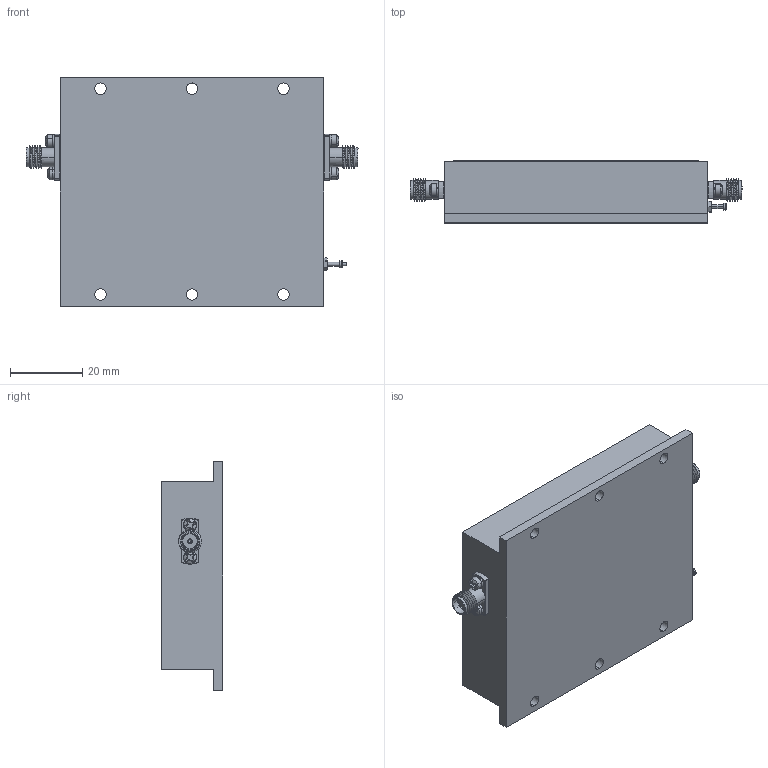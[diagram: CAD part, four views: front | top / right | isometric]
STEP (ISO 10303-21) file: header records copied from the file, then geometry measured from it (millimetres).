
FILE_DESCRIPTION (( 'STEP AP214' ), '1' );
FILE_NAME ('PA-218-45-5-2W-24V-SFF.STEP', '2025-04-07T12:28:58', ( '' ), ( '' ), 'SwSTEP 2.0', 'SolidWorks 2024', '' );
FILE_SCHEMA (( 'AUTOMOTIVE_DESIGN' ));
Length unit declared in the file: inch
Products named in the file (1): PA-218-45-5-2W-24V-SFF
Bounding box: 92.2 x 17.2 x 63.5 mm (x, y, z)
Volume: 68017.8 mm3; surface area: 21485.2 mm2
Topology: 21 solids, 21 shells, 672 faces, 2575 edges, 2069 vertices
Faces by surface type: plane 304, cylinder 157, torus 99, sphere 51, cone 45, bspline 16
Entity records: 37893 total; most frequent: CARTESIAN_POINT 12268, ORIENTED_EDGE 5078, DIRECTION 3927, EDGE_CURVE 2539, VERTEX_POINT 2069, AXIS2_PLACEMENT_3D 1335, VECTOR 1257, LINE 1257
